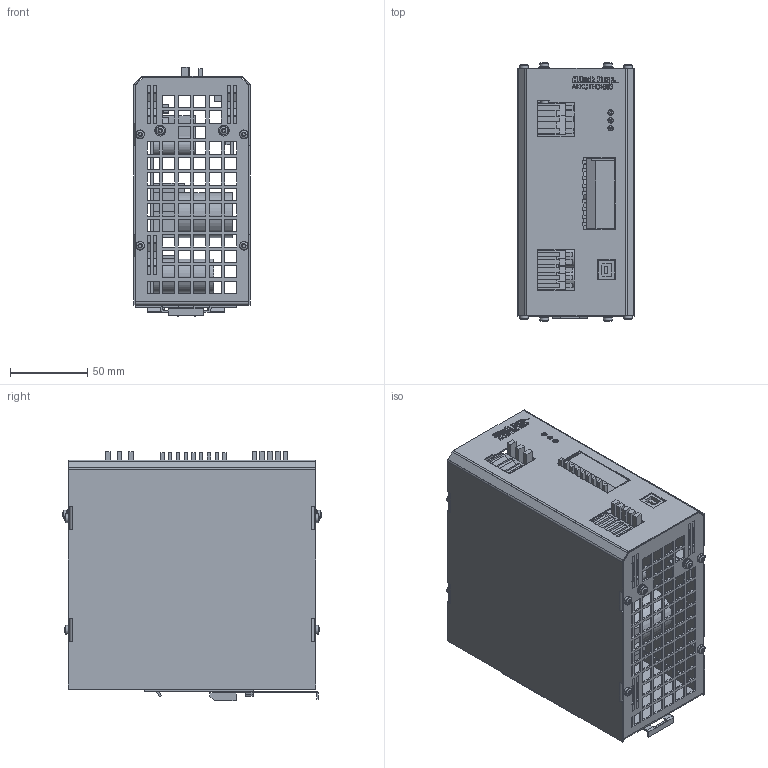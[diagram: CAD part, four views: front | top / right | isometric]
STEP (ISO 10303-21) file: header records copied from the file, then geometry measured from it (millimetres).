
FILE_DESCRIPTION(/* description */ (''),/* implementation_level */ '2;1');
FILE_NAME(/* name */ 'AKKUTEC4803.stp',/* time_stamp */ '2023-06-19T09:27:20-04:00',/* author */ ('altec'),/* organization */ (''),/* preprocessor_version */ 'ST-DEVELOPER v19.2',/* originating_system */ 'Autodesk Inventor 2024',/* authorisation */ '');
FILE_SCHEMA (('AUTOMOTIVE_DESIGN { 1 0 10303 214 3 1 1 }'));
Products named in the file (6): AKKUTEC4803; 0616G01; DIN7981 2,9x6,5 ; DIN6900 M3x6-gvz; 70x65x1,5; AKKUTEC Altech Logo
Assembly tree (15 placements, depth 2):
  AKKUTEC4803
    0616G01
    DIN7981 2,9x6,5   x8
    DIN6900 M3x6-gvz  x4
    70x65x1,5
    AKKUTEC Altech Logo
Bounding box: 75 x 167.4 x 161.07 mm (x, y, z)
Volume: 267333.5 mm3; surface area: 301004.8 mm2
Topology: 124 solids, 124 shells, 2465 faces, 6495 edges, 4287 vertices
Faces by surface type: plane 1701, cylinder 526, cone 108, bspline 77, torus 41, sphere 12
Full cylindrical faces by diameter (mm): 2.3 x4, 2.46 x4, 2.5 x15, 2.693 x12, 2.75 x4, 3 x22, 3.2 x8, 3.5 x3, 3.6 x2, 4 x6, 4.2 x8, 5.05 x1, 5.6 x12, 7 x4, 10 x2, 13 x3, 22 x1
Entity records: 68427 total; most frequent: CARTESIAN_POINT 13394, ORIENTED_EDGE 11406, DIRECTION 10380, EDGE_CURVE 5703, LINE 4744, VECTOR 4744, VERTEX_POINT 3787, AXIS2_PLACEMENT_3D 2818
